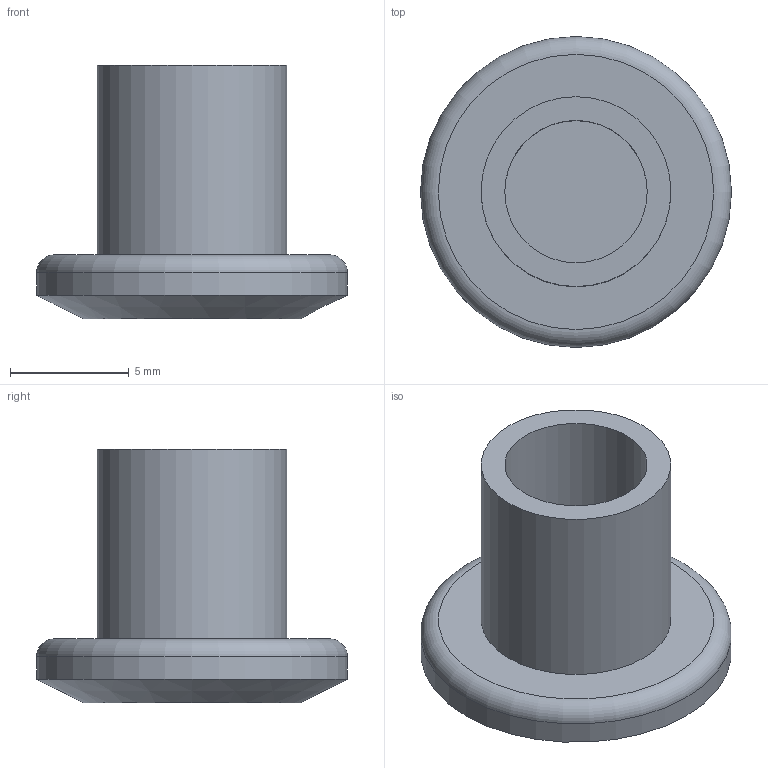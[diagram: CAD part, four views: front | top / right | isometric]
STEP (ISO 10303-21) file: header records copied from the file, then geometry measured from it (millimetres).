
FILE_DESCRIPTION(/* description */ (''),/* implementation_level */ '2;1');
FILE_NAME(/* name */ 'M6x8 socket head sleeve cap v3.step',/* time_stamp */ '2023-09-19T19:02:21+08:00',/* author */ (''),/* organization */ (''),/* preprocessor_version */ 'ST-DEVELOPER v20',/* originating_system */ 'Autodesk Translation Framework v12.14.0.127',/* authorisation */ '');
FILE_SCHEMA (('AUTOMOTIVE_DESIGN { 1 0 10303 214 3 1 1 }'));
Length unit declared in the file: millimetre
Products named in the file (1): M6x8 socket head sleeve cap
Bounding box: 13.1 x 13.1 x 10.7 mm (x, y, z)
Volume: 510.8 mm3; surface area: 680.7 mm2
Topology: 1 solids, 1 shells, 28 faces, 55 edges, 32 vertices
Faces by surface type: plane 23, cylinder 3, torus 1, cone 1
Full cylindrical faces by diameter (mm): 6 x1, 8 x1, 13.1 x1
Entity records: 729 total; most frequent: DIRECTION 122, CARTESIAN_POINT 116, ORIENTED_EDGE 110, EDGE_CURVE 55, LINE 46, VECTOR 46, AXIS2_PLACEMENT_3D 38, VERTEX_POINT 32
